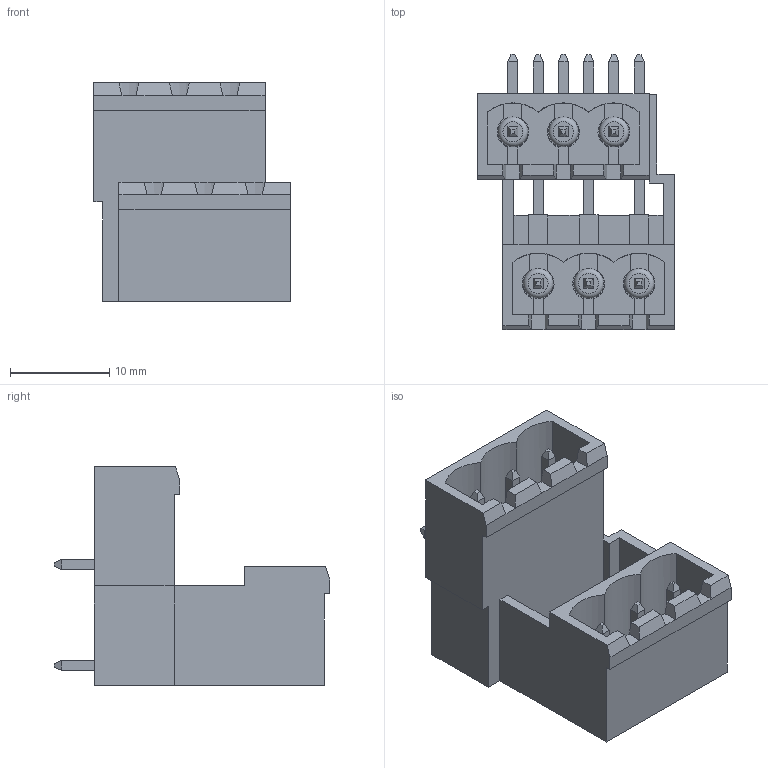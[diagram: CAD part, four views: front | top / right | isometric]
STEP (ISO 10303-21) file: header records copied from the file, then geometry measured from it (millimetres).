
FILE_DESCRIPTION( ( 'Unknown' ), '1' );
FILE_NAME( '691319510006.stp', 'Unknown', ( 'Unknown' ), ( 'Unknown' ), 'PSStep 15.0.49', 'Unknown', ' ' );
FILE_SCHEMA( ( 'AUTOMOTIVE_DESIGN { 1 0 10303 214 1 1 1 1 }' ) );
Length unit declared in the file: millimetre
Products named in the file (4): Assem1; 691336500006; 6913195100xx_PIN Courte; 6913195100xx_PIN Longue
Assembly tree (7 placements, depth 2):
  Assem1
    691336500006
    6913195100xx_PIN Courte  x3
    6913195100xx_PIN Longue  x3
Bounding box: 19.78 x 27.7 x 22 mm (x, y, z)
Volume: 2778 mm3; surface area: 5472 mm2
Topology: 7 solids, 7 shells, 349 faces, 959 edges, 619 vertices
Faces by surface type: plane 313, cylinder 30, torus 6
Full cylindrical faces by diameter (mm): 2.997 x3, 3 x3
Entity records: 11339 total; most frequent: CARTESIAN_POINT 1607, ORIENTED_EDGE 1586, DIRECTION 1441, EDGE_CURVE 793, LINE 723, VECTOR 723, VERTEX_POINT 525, AXIS2_PLACEMENT_3D 359
